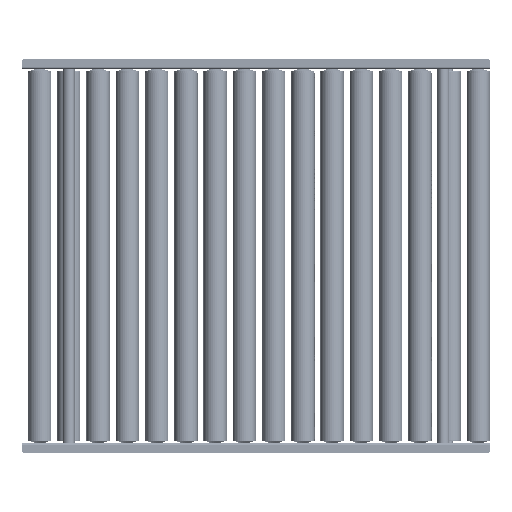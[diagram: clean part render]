
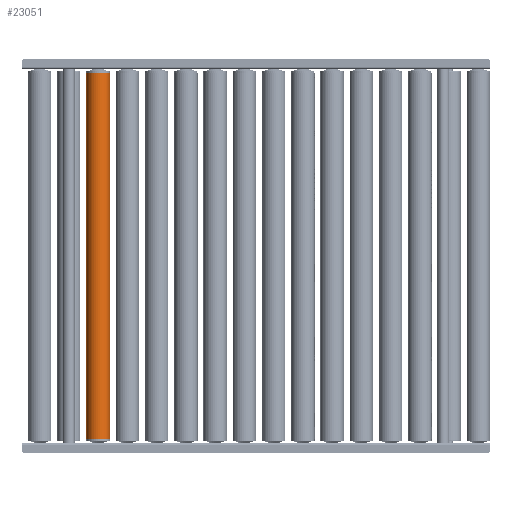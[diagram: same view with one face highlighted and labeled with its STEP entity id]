
A CAD part, front view. The second image highlights one B-rep face of the part: STEP entity #23051.
In plain terms, the highlighted cylindrical face has radius 25 mm (diameter 50 mm), a partial arc.
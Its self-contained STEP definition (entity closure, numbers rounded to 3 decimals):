
#1613 = ORIENTED_EDGE ( 'NONE', *, *, #23796, .T. ) ;
#1722 = AXIS2_PLACEMENT_3D ( 'NONE', #37607, #31383, #33668 ) ;
#2107 = CARTESIAN_POINT ( 'NONE',  ( 0., 0., -25. ) ) ;
#3845 = FACE_OUTER_BOUND ( 'NONE', #33171, .T. ) ;
#4442 = DIRECTION ( 'NONE',  ( 0., 0., -1. ) ) ;
#4542 = CARTESIAN_POINT ( 'NONE',  ( 780., 0., 25. ) ) ;
#6951 = CARTESIAN_POINT ( 'NONE',  ( 780., 0., 0. ) ) ;
#7154 = CYLINDRICAL_SURFACE ( 'NONE', #14782, 25. ) ;
#9090 = LINE ( 'NONE', #34162, #32887 ) ;
#12567 = LINE ( 'NONE', #25393, #17798 ) ;
#14782 = AXIS2_PLACEMENT_3D ( 'NONE', #6951, #32216, #29080 ) ;
#16195 = CIRCLE ( 'NONE', #1722, 25. ) ;
#16372 = CARTESIAN_POINT ( 'NONE',  ( 780., 0., -25. ) ) ;
#17619 = ORIENTED_EDGE ( 'NONE', *, *, #36835, .T. ) ;
#17634 = CARTESIAN_POINT ( 'NONE',  ( 0., 0., 25. ) ) ;
#17770 = EDGE_CURVE ( 'NONE', #17972, #33354, #9090, .T. ) ;
#17798 = VECTOR ( 'NONE', #18785, 1000. ) ;
#17972 = VERTEX_POINT ( 'NONE', #4542 ) ;
#18785 = DIRECTION ( 'NONE',  ( -1., 0., 0. ) ) ;
#20625 = VERTEX_POINT ( 'NONE', #16372 ) ;
#21765 = VERTEX_POINT ( 'NONE', #2107 ) ;
#23051 = ADVANCED_FACE ( 'NONE', ( #3845 ), #7154, .T. ) ;
#23796 = EDGE_CURVE ( 'NONE', #21765, #33354, #16195, .T. ) ;
#24630 = ORIENTED_EDGE ( 'NONE', *, *, #17770, .F. ) ;
#25393 = CARTESIAN_POINT ( 'NONE',  ( 780., 0., -25. ) ) ;
#26140 = CARTESIAN_POINT ( 'NONE',  ( 780., 0., 0. ) ) ;
#28131 = DIRECTION ( 'NONE',  ( -1., 0., 0. ) ) ;
#29080 = DIRECTION ( 'NONE',  ( 0., 0., 1. ) ) ;
#31383 = DIRECTION ( 'NONE',  ( 1., 0., 0. ) ) ;
#32216 = DIRECTION ( 'NONE',  ( -1., 0., 0. ) ) ;
#32400 = DIRECTION ( 'NONE',  ( 1., 0., 0. ) ) ;
#32887 = VECTOR ( 'NONE', #28131, 1000. ) ;
#33171 = EDGE_LOOP ( 'NONE', ( #34507, #17619, #1613, #24630 ) ) ;
#33230 = EDGE_CURVE ( 'NONE', #20625, #17972, #38644, .T. ) ;
#33354 = VERTEX_POINT ( 'NONE', #17634 ) ;
#33668 = DIRECTION ( 'NONE',  ( 0., 0., -1. ) ) ;
#34162 = CARTESIAN_POINT ( 'NONE',  ( 780., 0., 25. ) ) ;
#34507 = ORIENTED_EDGE ( 'NONE', *, *, #33230, .F. ) ;
#36835 = EDGE_CURVE ( 'NONE', #20625, #21765, #12567, .T. ) ;
#37607 = CARTESIAN_POINT ( 'NONE',  ( 0., 0., 0. ) ) ;
#38644 = CIRCLE ( 'NONE', #39976, 25. ) ;
#39976 = AXIS2_PLACEMENT_3D ( 'NONE', #26140, #32400, #4442 ) ;
